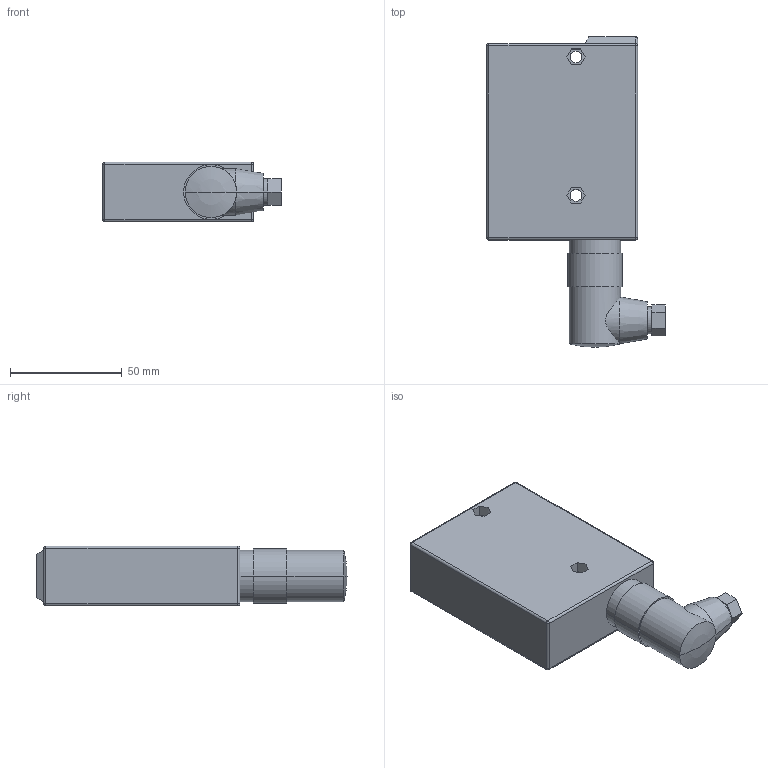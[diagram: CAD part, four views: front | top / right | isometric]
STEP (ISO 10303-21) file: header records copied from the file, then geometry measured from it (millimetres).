
FILE_DESCRIPTION((''),'2;1');
FILE_NAME('RL23_F400118A','2006-10-19T',('Pepperl+Fuchs'),('IndustrieHansa'),'PRO/ENGINEER BY PARAMETRIC TECHNOLOGY CORPORATION, 2006200','PRO/ENGINEER BY PARAMETRIC TECHNOLOGY CORPORATION, 2006200','');
FILE_SCHEMA(('AUTOMOTIVE_DESIGN_CC2 { 1 2 10303 214 -1 1 5 2 }'));
Length unit declared in the file: millimetre
Products named in the file (1): RL23_F400118A
Bounding box: 80 x 139 x 26.8 mm (x, y, z)
Volume: 184240.2 mm3; surface area: 25739.4 mm2
Topology: 1 solids, 1 shells, 104 faces, 261 edges, 183 vertices
Faces by surface type: plane 58, cylinder 34, sphere 10, cone 2
Entity records: 4359 total; most frequent: CARTESIAN_POINT 633, DIRECTION 515, ORIENTED_EDGE 482, PRESENTATION_STYLE_ASSIGNMENT 301, STYLED_ITEM 271, CURVE_STYLE 262, EDGE_CURVE 241, VECTOR 185
